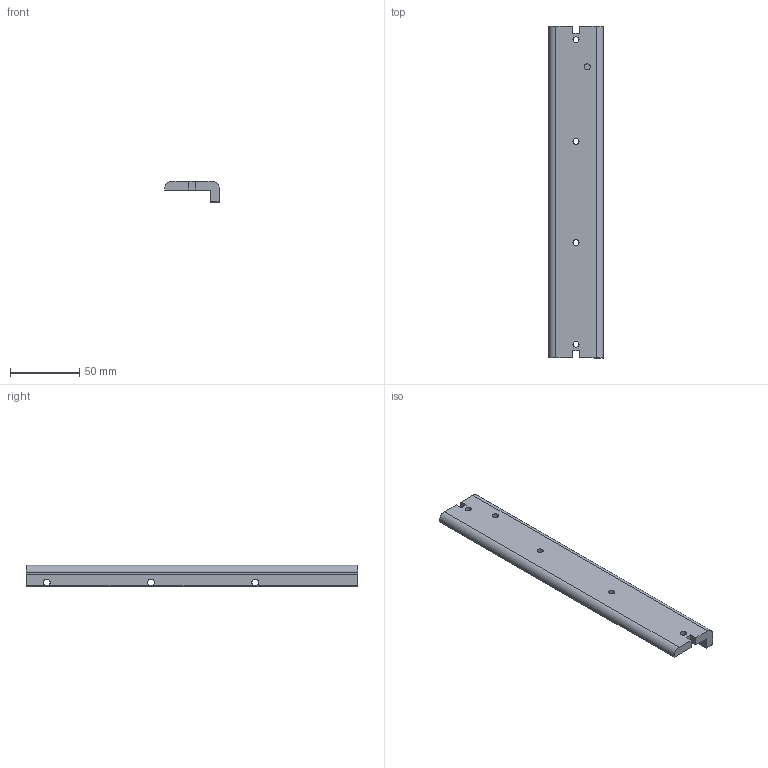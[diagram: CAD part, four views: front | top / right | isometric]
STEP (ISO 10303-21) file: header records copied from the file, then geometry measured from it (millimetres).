
FILE_DESCRIPTION (( 'STEP AP214' ), '1' );
FILE_NAME ('Front Leg - Left.STEP', '2025-09-19T19:53:57', ( '' ), ( '' ), 'SwSTEP 2.0', 'SolidWorks 2025', '' );
FILE_SCHEMA (( 'AUTOMOTIVE_DESIGN' ));
Length unit declared in the file: metre
Products named in the file (1): Front Leg - Left
Bounding box: 39.08 x 239 x 15.35 mm (x, y, z)
Volume: 69267.1 mm3; surface area: 25964.2 mm2
Topology: 1 solids, 1 shells, 39 faces, 115 edges, 76 vertices
Faces by surface type: cylinder 22, plane 17
Entity records: 1424 total; most frequent: CARTESIAN_POINT 300, DIRECTION 233, ORIENTED_EDGE 230, EDGE_CURVE 115, AXIS2_PLACEMENT_3D 83, VERTEX_POINT 76, LINE 67, VECTOR 67
